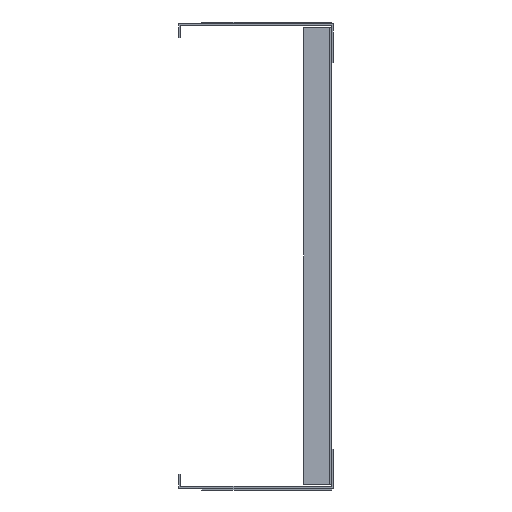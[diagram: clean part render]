
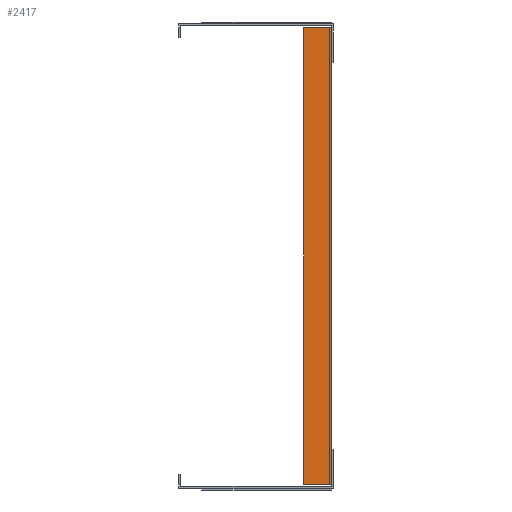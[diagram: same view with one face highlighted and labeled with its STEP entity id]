
A CAD part, left-side view. The second image highlights one B-rep face of the part: STEP entity #2417.
In plain terms, the highlighted planar face has unit normal (-1, 0, 0).
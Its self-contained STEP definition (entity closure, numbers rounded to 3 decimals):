
#1985 = CARTESIAN_POINT ( 'NONE',  ( -1653.776, 158.597, -263.6 ) ) ;
#2417 = ADVANCED_FACE ( 'NONE', ( #41363 ), #58702, .F. ) ;
#4197 = EDGE_CURVE ( 'NONE', #5043, #63313, #18315, .T. ) ;
#4215 = ORIENTED_EDGE ( 'NONE', *, *, #4197, .T. ) ;
#5043 = VERTEX_POINT ( 'NONE', #31628 ) ;
#5192 = VECTOR ( 'NONE', #21714, 1000. ) ;
#6676 = ORIENTED_EDGE ( 'NONE', *, *, #10897, .F. ) ;
#6786 = LINE ( 'NONE', #62325, #5192 ) ;
#7075 = DIRECTION ( 'NONE',  ( 0., 1., 0. ) ) ;
#10163 = CARTESIAN_POINT ( 'NONE',  ( -1653.776, 158.497, -13.6 ) ) ;
#10866 = CARTESIAN_POINT ( 'NONE',  ( -1653.776, 158.597, -13.6 ) ) ;
#10897 = EDGE_CURVE ( 'NONE', #36156, #62881, #27505, .T. ) ;
#11560 = CARTESIAN_POINT ( 'NONE',  ( -1653.776, 158.597, -286.1 ) ) ;
#11781 = CARTESIAN_POINT ( 'NONE',  ( -1653.776, 176.497, 8.9 ) ) ;
#12178 = EDGE_CURVE ( 'NONE', #42731, #15793, #6786, .T. ) ;
#12920 = CARTESIAN_POINT ( 'NONE',  ( -1653.776, 158.597, -13.6 ) ) ;
#13864 = CARTESIAN_POINT ( 'NONE',  ( -1653.776, 176.497, -286.1 ) ) ;
#14047 = VECTOR ( 'NONE', #15200, 1000. ) ;
#14702 = CARTESIAN_POINT ( 'NONE',  ( -1653.776, 176.497, 8.9 ) ) ;
#15200 = DIRECTION ( 'NONE',  ( 0., 0., -1. ) ) ;
#15777 = DIRECTION ( 'NONE',  ( 0., 0., 1. ) ) ;
#15793 = VERTEX_POINT ( 'NONE', #12920 ) ;
#15926 = LINE ( 'NONE', #20783, #41287 ) ;
#18108 = DIRECTION ( 'NONE',  ( 0., 0., -1. ) ) ;
#18315 = LINE ( 'NONE', #55897, #31784 ) ;
#19984 = ORIENTED_EDGE ( 'NONE', *, *, #22378, .F. ) ;
#20630 = EDGE_CURVE ( 'NONE', #5043, #36156, #63487, .T. ) ;
#20783 = CARTESIAN_POINT ( 'NONE',  ( -1653.776, 176.497, -286.1 ) ) ;
#21714 = DIRECTION ( 'NONE',  ( 0., 0., -1. ) ) ;
#22378 = EDGE_CURVE ( 'NONE', #24531, #42731, #64120, .T. ) ;
#24524 = VECTOR ( 'NONE', #7075, 1000. ) ;
#24531 = VERTEX_POINT ( 'NONE', #14702 ) ;
#26016 = ORIENTED_EDGE ( 'NONE', *, *, #56469, .F. ) ;
#27006 = DIRECTION ( 'NONE',  ( 0., -1., 0. ) ) ;
#27505 = LINE ( 'NONE', #35335, #14047 ) ;
#29406 = DIRECTION ( 'NONE',  ( 0., 0., -1. ) ) ;
#31628 = CARTESIAN_POINT ( 'NONE',  ( -1653.776, 158.497, -263.6 ) ) ;
#31784 = VECTOR ( 'NONE', #15777, 1000. ) ;
#32197 = VECTOR ( 'NONE', #29406, 1000. ) ;
#33174 = CARTESIAN_POINT ( 'NONE',  ( -1653.776, 176.497, 8.9 ) ) ;
#33632 = VERTEX_POINT ( 'NONE', #13864 ) ;
#35335 = CARTESIAN_POINT ( 'NONE',  ( -1653.776, 158.597, -288.6 ) ) ;
#36053 = ORIENTED_EDGE ( 'NONE', *, *, #12178, .F. ) ;
#36064 = DIRECTION ( 'NONE',  ( 0., -1., 0. ) ) ;
#36156 = VERTEX_POINT ( 'NONE', #38449 ) ;
#38325 = EDGE_CURVE ( 'NONE', #33632, #62881, #15926, .T. ) ;
#38449 = CARTESIAN_POINT ( 'NONE',  ( -1653.776, 158.597, -263.6 ) ) ;
#40205 = LINE ( 'NONE', #10866, #55301 ) ;
#41287 = VECTOR ( 'NONE', #36064, 1000. ) ;
#41363 = FACE_OUTER_BOUND ( 'NONE', #47768, .T. ) ;
#42731 = VERTEX_POINT ( 'NONE', #48367 ) ;
#46259 = DIRECTION ( 'NONE',  ( 0., -1., 0. ) ) ;
#47031 = EDGE_CURVE ( 'NONE', #24531, #33632, #59185, .T. ) ;
#47768 = EDGE_LOOP ( 'NONE', ( #26016, #36053, #19984, #60402, #61157, #6676, #63292, #4215 ) ) ;
#48367 = CARTESIAN_POINT ( 'NONE',  ( -1653.776, 158.597, 8.9 ) ) ;
#48980 = VECTOR ( 'NONE', #27006, 1000. ) ;
#54137 = AXIS2_PLACEMENT_3D ( 'NONE', #33174, #63826, #18108 ) ;
#55301 = VECTOR ( 'NONE', #46259, 1000. ) ;
#55897 = CARTESIAN_POINT ( 'NONE',  ( -1653.776, 158.497, -288.221 ) ) ;
#56469 = EDGE_CURVE ( 'NONE', #15793, #63313, #40205, .T. ) ;
#58702 = PLANE ( 'NONE',  #54137 ) ;
#59185 = LINE ( 'NONE', #64936, #32197 ) ;
#60402 = ORIENTED_EDGE ( 'NONE', *, *, #47031, .T. ) ;
#61157 = ORIENTED_EDGE ( 'NONE', *, *, #38325, .T. ) ;
#62325 = CARTESIAN_POINT ( 'NONE',  ( -1653.776, 158.597, 11.4 ) ) ;
#62881 = VERTEX_POINT ( 'NONE', #11560 ) ;
#63292 = ORIENTED_EDGE ( 'NONE', *, *, #20630, .F. ) ;
#63313 = VERTEX_POINT ( 'NONE', #10163 ) ;
#63487 = LINE ( 'NONE', #1985, #24524 ) ;
#63826 = DIRECTION ( 'NONE',  ( 1., 0., 0. ) ) ;
#64120 = LINE ( 'NONE', #11781, #48980 ) ;
#64936 = CARTESIAN_POINT ( 'NONE',  ( -1653.776, 176.497, 8.9 ) ) ;
